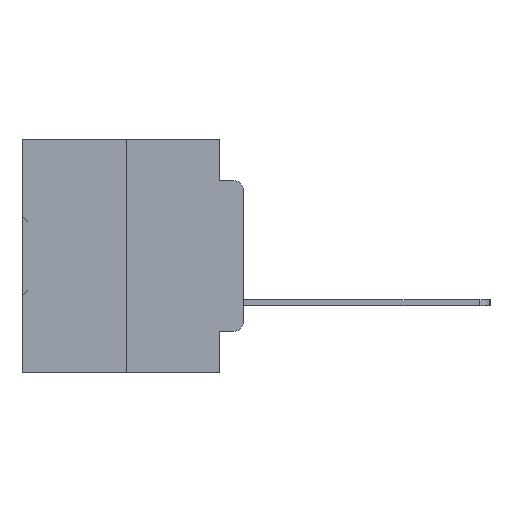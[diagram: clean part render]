
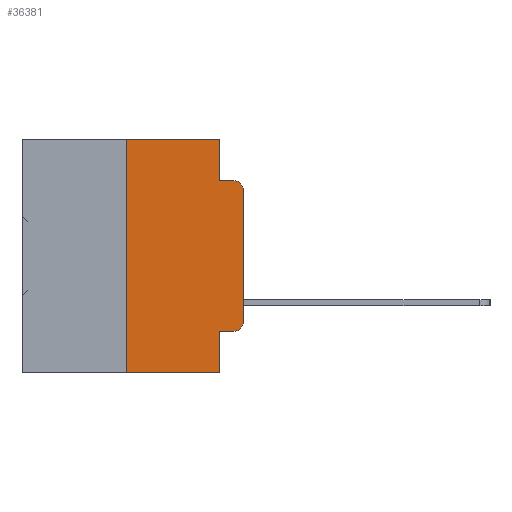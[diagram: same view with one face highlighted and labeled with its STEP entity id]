
A CAD part, left-side view. The second image highlights one B-rep face of the part: STEP entity #36381.
In plain terms, the highlighted planar face has unit normal (-1, 0, 0).
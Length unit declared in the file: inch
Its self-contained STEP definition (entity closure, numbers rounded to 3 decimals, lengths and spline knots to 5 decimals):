
#697 = DIRECTION ( 'NONE',  ( 0., 0., -1. ) ) ;
#756 = DIRECTION ( 'NONE',  ( -1., 0., 0. ) ) ;
#1385 = LINE ( 'NONE', #21406, #10028 ) ;
#2003 = LINE ( 'NONE', #20501, #24374 ) ;
#2111 = EDGE_CURVE ( 'NONE', #14104, #27632, #17315, .T. ) ;
#2177 = CARTESIAN_POINT ( 'NONE',  ( 0., 0.02, -0.3915 ) ) ;
#3448 = VECTOR ( 'NONE', #11529, 39.37008 ) ;
#3828 = VERTEX_POINT ( 'NONE', #34024 ) ;
#4071 = EDGE_CURVE ( 'NONE', #3828, #14104, #2003, .T. ) ;
#4265 = VECTOR ( 'NONE', #20750, 39.37008 ) ;
#5317 = EDGE_LOOP ( 'NONE', ( #9711, #32039, #28579, #5739, #28597, #9846, #7638, #8841, #7161, #31681 ) ) ;
#5739 = ORIENTED_EDGE ( 'NONE', *, *, #11815, .F. ) ;
#5879 = VERTEX_POINT ( 'NONE', #12063 ) ;
#6021 = EDGE_CURVE ( 'NONE', #3828, #14762, #1385, .T. ) ;
#6503 = AXIS2_PLACEMENT_3D ( 'NONE', #32495, #35344, #17849 ) ;
#7161 = ORIENTED_EDGE ( 'NONE', *, *, #4071, .T. ) ;
#7638 = ORIENTED_EDGE ( 'NONE', *, *, #18131, .T. ) ;
#7781 = CARTESIAN_POINT ( 'NONE',  ( 0., 0.25, -0.5 ) ) ;
#7981 = CARTESIAN_POINT ( 'NONE',  ( 0., 0.473, -0.5 ) ) ;
#8841 = ORIENTED_EDGE ( 'NONE', *, *, #6021, .F. ) ;
#9051 = LINE ( 'NONE', #31189, #17620 ) ;
#9149 = VECTOR ( 'NONE', #36033, 39.37008 ) ;
#9677 = CARTESIAN_POINT ( 'NONE',  ( 0., 0.051, 0. ) ) ;
#9711 = ORIENTED_EDGE ( 'NONE', *, *, #23618, .T. ) ;
#9846 = ORIENTED_EDGE ( 'NONE', *, *, #9901, .F. ) ;
#9901 = EDGE_CURVE ( 'NONE', #30866, #10541, #15885, .T. ) ;
#10028 = VECTOR ( 'NONE', #12682, 39.37008 ) ;
#10084 = CARTESIAN_POINT ( 'NONE',  ( 0., 0.02, -0.0885 ) ) ;
#10541 = VERTEX_POINT ( 'NONE', #27612 ) ;
#10972 = VERTEX_POINT ( 'NONE', #9677 ) ;
#11529 = DIRECTION ( 'NONE',  ( 0., -1., 0. ) ) ;
#11537 = CARTESIAN_POINT ( 'NONE',  ( 0., 0.473, 0. ) ) ;
#11815 = EDGE_CURVE ( 'NONE', #10972, #14590, #9051, .T. ) ;
#11928 = FACE_OUTER_BOUND ( 'NONE', #5317, .T. ) ;
#12063 = CARTESIAN_POINT ( 'NONE',  ( 0., 0., -0.1085 ) ) ;
#12351 = LINE ( 'NONE', #7981, #33823 ) ;
#12682 = DIRECTION ( 'NONE',  ( 0., 0., -1. ) ) ;
#13241 = CARTESIAN_POINT ( 'NONE',  ( 0., 0.02, -0.4115 ) ) ;
#13742 = EDGE_CURVE ( 'NONE', #14590, #36021, #18862, .T. ) ;
#14104 = VERTEX_POINT ( 'NONE', #13241 ) ;
#14590 = VERTEX_POINT ( 'NONE', #35994 ) ;
#14762 = VERTEX_POINT ( 'NONE', #31266 ) ;
#14911 = PLANE ( 'NONE',  #6503 ) ;
#15630 = CARTESIAN_POINT ( 'NONE',  ( 0., 0.25, 0. ) ) ;
#15657 = EDGE_CURVE ( 'NONE', #5879, #36021, #18380, .T. ) ;
#15885 = LINE ( 'NONE', #15630, #9149 ) ;
#16164 = CARTESIAN_POINT ( 'NONE',  ( 0., 0.02, -0.1085 ) ) ;
#17315 = CIRCLE ( 'NONE', #18425, 0.02 ) ;
#17620 = VECTOR ( 'NONE', #19370, 39.37008 ) ;
#17666 = EDGE_CURVE ( 'NONE', #10541, #10972, #35117, .T. ) ;
#17849 = DIRECTION ( 'NONE',  ( 0., 0., -1. ) ) ;
#18131 = EDGE_CURVE ( 'NONE', #30866, #14762, #12351, .T. ) ;
#18380 = CIRCLE ( 'NONE', #28170, 0.02 ) ;
#18425 = AXIS2_PLACEMENT_3D ( 'NONE', #2177, #756, #697 ) ;
#18685 = VECTOR ( 'NONE', #34955, 39.37008 ) ;
#18862 = LINE ( 'NONE', #20205, #3448 ) ;
#19147 = DIRECTION ( 'NONE',  ( 0., 0., -1. ) ) ;
#19370 = DIRECTION ( 'NONE',  ( 0., 0., -1. ) ) ;
#20205 = CARTESIAN_POINT ( 'NONE',  ( 0., 0.051, -0.0885 ) ) ;
#20501 = CARTESIAN_POINT ( 'NONE',  ( 0., 0.051, -0.4115 ) ) ;
#20750 = DIRECTION ( 'NONE',  ( 0., 0., 1. ) ) ;
#21406 = CARTESIAN_POINT ( 'NONE',  ( 0., 0.051, 0. ) ) ;
#21547 = CARTESIAN_POINT ( 'NONE',  ( 0., 0., -0.3915 ) ) ;
#23618 = EDGE_CURVE ( 'NONE', #27632, #5879, #36068, .T. ) ;
#24374 = VECTOR ( 'NONE', #32269, 39.37008 ) ;
#27612 = CARTESIAN_POINT ( 'NONE',  ( 0., 0.25, 0. ) ) ;
#27632 = VERTEX_POINT ( 'NONE', #21547 ) ;
#28170 = AXIS2_PLACEMENT_3D ( 'NONE', #16164, #36549, #19147 ) ;
#28434 = DIRECTION ( 'NONE',  ( 0., -1., 0. ) ) ;
#28579 = ORIENTED_EDGE ( 'NONE', *, *, #13742, .F. ) ;
#28597 = ORIENTED_EDGE ( 'NONE', *, *, #17666, .F. ) ;
#30866 = VERTEX_POINT ( 'NONE', #7781 ) ;
#31189 = CARTESIAN_POINT ( 'NONE',  ( 0., 0.051, 0. ) ) ;
#31266 = CARTESIAN_POINT ( 'NONE',  ( 0., 0.051, -0.5 ) ) ;
#31681 = ORIENTED_EDGE ( 'NONE', *, *, #2111, .T. ) ;
#32039 = ORIENTED_EDGE ( 'NONE', *, *, #15657, .T. ) ;
#32269 = DIRECTION ( 'NONE',  ( 0., -1., 0. ) ) ;
#32495 = CARTESIAN_POINT ( 'NONE',  ( 0., 0.473, 0. ) ) ;
#33823 = VECTOR ( 'NONE', #28434, 39.37008 ) ;
#34024 = CARTESIAN_POINT ( 'NONE',  ( 0., 0.051, -0.4115 ) ) ;
#34955 = DIRECTION ( 'NONE',  ( 0., -1., 0. ) ) ;
#35117 = LINE ( 'NONE', #11537, #18685 ) ;
#35222 = CARTESIAN_POINT ( 'NONE',  ( 0., 0., 0. ) ) ;
#35344 = DIRECTION ( 'NONE',  ( 1., 0., 0. ) ) ;
#35994 = CARTESIAN_POINT ( 'NONE',  ( 0., 0.051, -0.0885 ) ) ;
#36021 = VERTEX_POINT ( 'NONE', #10084 ) ;
#36033 = DIRECTION ( 'NONE',  ( 0., 0., 1. ) ) ;
#36068 = LINE ( 'NONE', #35222, #4265 ) ;
#36381 = ADVANCED_FACE ( 'NONE', ( #11928 ), #14911, .F. ) ;
#36549 = DIRECTION ( 'NONE',  ( -1., 0., 0. ) ) ;
